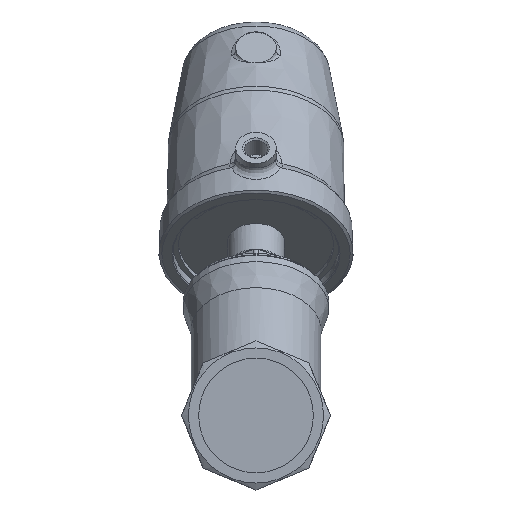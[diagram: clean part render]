
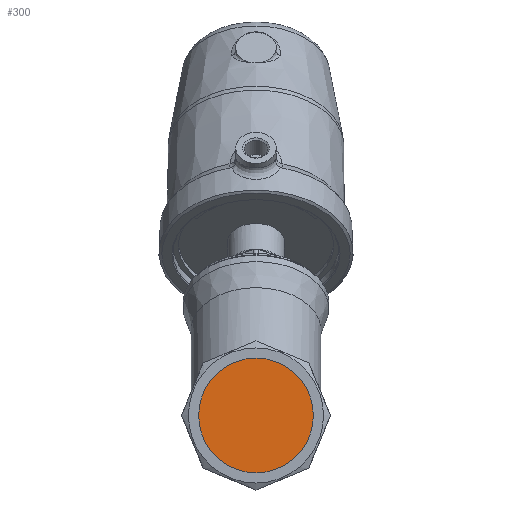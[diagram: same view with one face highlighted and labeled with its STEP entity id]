
A CAD part, left-side view. The second image highlights one B-rep face of the part: STEP entity #300.
In plain terms, the highlighted planar face has unit normal (-1, 0, 0).
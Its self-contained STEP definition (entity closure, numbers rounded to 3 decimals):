
#300 = ADVANCED_FACE( '', ( #765 ), #766, .F. );
#765 = FACE_OUTER_BOUND( '', #1709, .T. );
#766 = PLANE( '', #1710 );
#1709 = EDGE_LOOP( '', ( #19587 ) );
#1710 = AXIS2_PLACEMENT_3D( '', #19588, #19589, #19590 );
#19587 = ORIENTED_EDGE( '', *, *, #21141, .T. );
#19588 = CARTESIAN_POINT( '', ( -49.3, 0., 0. ) );
#19589 = DIRECTION( '', ( 1., 0., 0. ) );
#19590 = DIRECTION( '', ( 0., 0., -1. ) );
#21141 = EDGE_CURVE( '', #21816, #21816, #21817, .F. );
#21816 = VERTEX_POINT( '', #22866 );
#21817 = CIRCLE( '', #22867, 28.33 );
#22866 = CARTESIAN_POINT( '', ( -49.3, 0., -28.33 ) );
#22867 = AXIS2_PLACEMENT_3D( '', #28013, #28014, #28015 );
#28013 = CARTESIAN_POINT( '', ( -49.3, 0., 0. ) );
#28014 = DIRECTION( '', ( 1., 0., 0. ) );
#28015 = DIRECTION( '', ( 0., 0., -1. ) );
